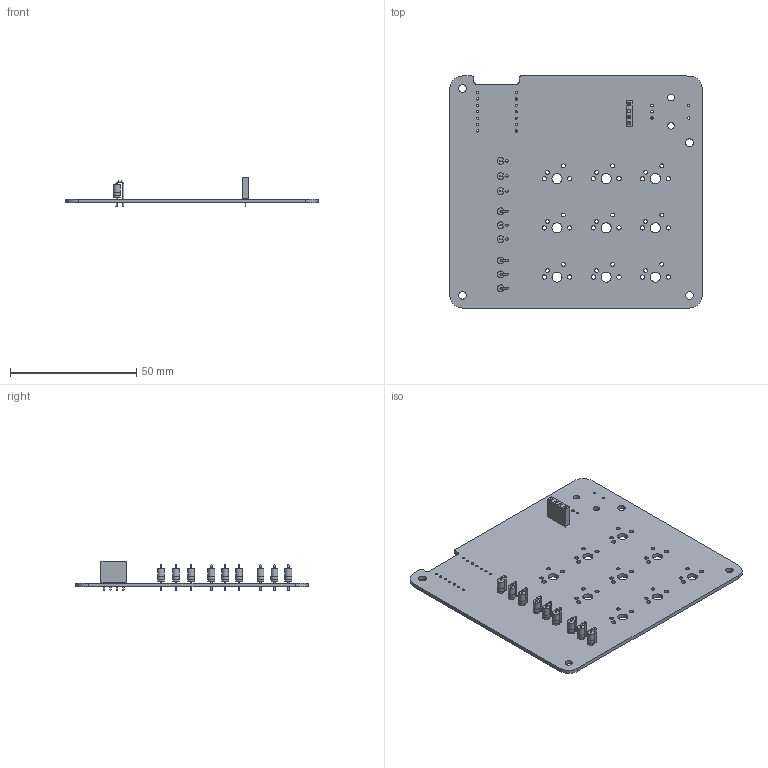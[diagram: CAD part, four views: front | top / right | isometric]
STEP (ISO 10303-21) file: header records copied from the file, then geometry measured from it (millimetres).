
FILE_DESCRIPTION(('KiCad electronic assembly'),'2;1');
FILE_NAME('dialpad.step','2025-07-02T18:13:45',('Pcbnew'),('Kicad'), 'Open CASCADE STEP processor 7.8','KiCad to STEP converter','Unknown' );
FILE_SCHEMA(('AUTOMOTIVE_DESIGN { 1 0 10303 214 1 1 1 1 }'));
Length unit declared in the file: millimetre
Products named in the file (4): dialpad 1; D_A-405_P2.54mm_Vertical_AnodeUp; PinSocket_1x04_P2.54mm_Vertical; dialpad_PCB
Assembly tree (11 placements, depth 2):
  dialpad 1
    D_A-405_P2.54mm_Vertical_AnodeUp  x9
    PinSocket_1x04_P2.54mm_Vertical
    dialpad_PCB
Bounding box: 100 x 92.04 x 11.6 mm (x, y, z)
Volume: 13909.3 mm3; surface area: 20167.7 mm2
Topology: 11 solids, 11 shells, 359 faces, 827 edges, 534 vertices
Faces by surface type: plane 178, cylinder 163, torus 18
Full cylindrical faces by diameter (mm): 0.6 x36, 0.889 x14, 0.9 x18, 1 x9, 1.5 x18, 1.7 x18, 2.6 x2, 2.7 x18, 2.72 x9, 3 x2, 3.162 x2, 4 x9
Entity records: 9440 total; most frequent: DIRECTION 1361, CARTESIAN_POINT 1316, ORIENTED_EDGE 1286, EDGE_CURVE 643, AXIS2_PLACEMENT_3D 467, FACE_BOUND 435, EDGE_LOOP 435, LINE 427
